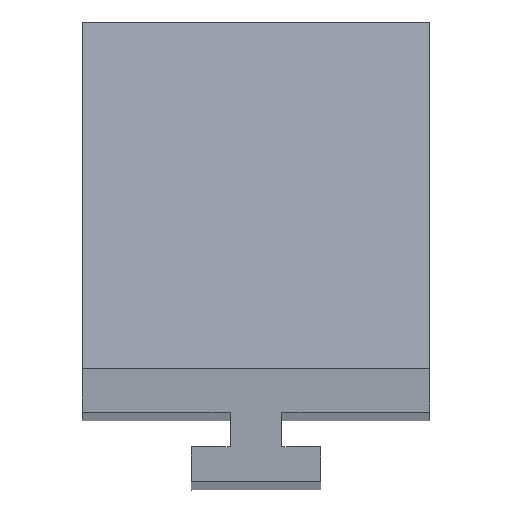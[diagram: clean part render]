
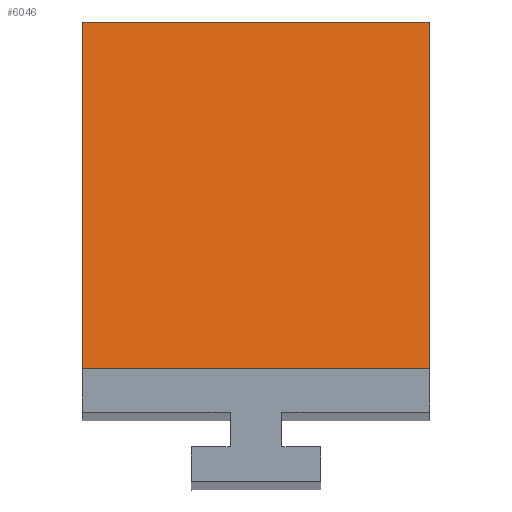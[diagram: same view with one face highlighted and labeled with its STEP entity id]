
A CAD part, top view. The second image highlights one B-rep face of the part: STEP entity #6046.
In plain terms, the highlighted planar face has unit normal (-0.086, 0.173, 0.981).
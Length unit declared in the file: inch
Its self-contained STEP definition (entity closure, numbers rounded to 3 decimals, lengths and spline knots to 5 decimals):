
#6033=AXIS2_PLACEMENT_3D('Plane Axis2P3D',#6030,#6031,#6032) ;
#3093=CARTESIAN_POINT('Vertex',(1.,1.125,27.09232)) ;
#3096=CARTESIAN_POINT('Line Origine',(1.,0.125,27.26865)) ;
#3100=CARTESIAN_POINT('Vertex',(1.,-0.875,27.44498)) ;
#4677=CARTESIAN_POINT('Line Origine',(0.,-0.875,27.35749)) ;
#4681=CARTESIAN_POINT('Vertex',(-1.,-0.875,27.27)) ;
#6010=CARTESIAN_POINT('Line Origine',(0.,1.125,27.00483)) ;
#6014=CARTESIAN_POINT('Vertex',(-1.,1.125,26.91735)) ;
#6030=CARTESIAN_POINT('Axis2P3D Location',(-1.00392,1.125,26.917)) ;
#6035=CARTESIAN_POINT('Line Origine',(-1.,0.125,27.09367)) ;
#3097=DIRECTION('Vector Direction',(0.,-0.985,0.174)) ;
#4678=DIRECTION('Vector Direction',(-0.996,0.,-0.087)) ;
#6011=DIRECTION('Vector Direction',(0.996,0.,0.087)) ;
#6031=DIRECTION('Axis2P3D Direction',(-0.086,0.173,0.981)) ;
#6032=DIRECTION('Axis2P3D XDirection',(-0.015,-0.985,0.172)) ;
#6036=DIRECTION('Vector Direction',(0.,-0.985,0.174)) ;
#3098=VECTOR('Line Direction',#3097,0.03937) ;
#4679=VECTOR('Line Direction',#4678,0.03937) ;
#6012=VECTOR('Line Direction',#6011,0.03937) ;
#6037=VECTOR('Line Direction',#6036,0.03937) ;
#6041=ORIENTED_EDGE('',*,*,#6016,.F.) ;
#6042=ORIENTED_EDGE('',*,*,#6039,.T.) ;
#6043=ORIENTED_EDGE('',*,*,#4683,.F.) ;
#6044=ORIENTED_EDGE('',*,*,#3102,.F.) ;
#6046=ADVANCED_FACE('R3',(#6045),#6034,.T.) ;
#3102=EDGE_CURVE('',#3094,#3101,#3099,.T.) ;
#4683=EDGE_CURVE('',#3101,#4682,#4680,.T.) ;
#6016=EDGE_CURVE('',#6015,#3094,#6013,.T.) ;
#6039=EDGE_CURVE('',#6015,#4682,#6038,.T.) ;
#6040=EDGE_LOOP('',(#6041,#6042,#6043,#6044)) ;
#6045=FACE_OUTER_BOUND('',#6040,.T.) ;
#3099=LINE('Line',#3096,#3098) ;
#4680=LINE('Line',#4677,#4679) ;
#6013=LINE('Line',#6010,#6012) ;
#6038=LINE('Line',#6035,#6037) ;
#6034=PLANE('',#6033) ;
#3094=VERTEX_POINT('',#3093) ;
#3101=VERTEX_POINT('',#3100) ;
#4682=VERTEX_POINT('',#4681) ;
#6015=VERTEX_POINT('',#6014) ;
